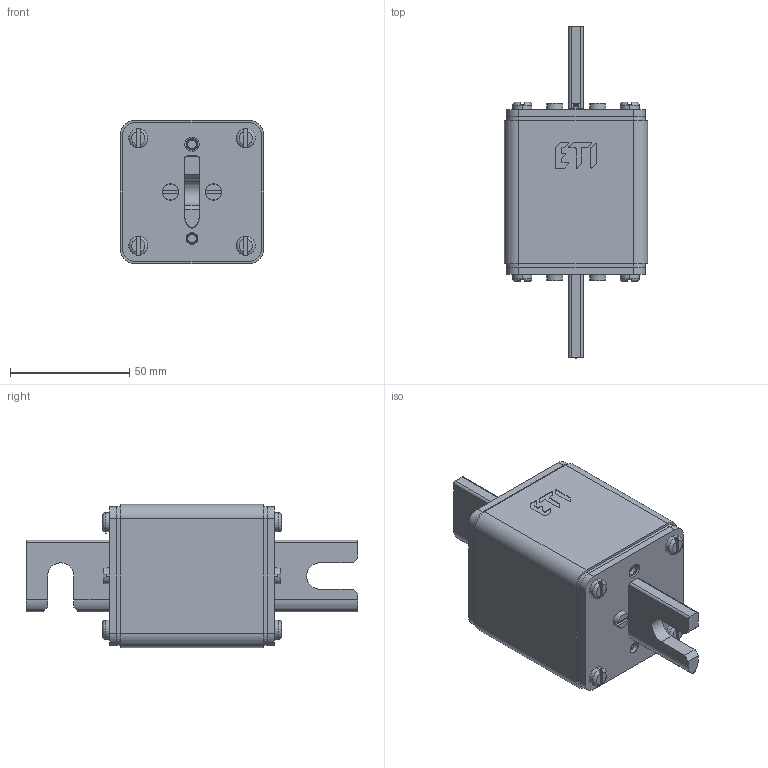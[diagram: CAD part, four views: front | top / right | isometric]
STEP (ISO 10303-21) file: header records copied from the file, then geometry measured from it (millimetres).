
FILE_DESCRIPTION((''),'2;1');
FILE_NAME('NH2S_1000V_ASM','2021-09-22T',('said.beganovic'),('Audax d.o.o.'),'CREO PARAMETRIC BY PTC INC, 2017020','CREO PARAMETRIC BY PTC INC, 2017020','');
FILE_SCHEMA(('AUTOMOTIVE_DESIGN { 1 0 10303 214 1 1 1 1 }'));
Length unit declared in the file: millimetre
Products named in the file (15): 0000031923; 0000030743; 0000017639_AF1; 0000018139_AF1; 0000017641_ASM; 0000064246; 0000017639_AF3; 0000043840_AF1; 0000043842_ASM; 0000011586_AF2; 0000011580; 0000011599; 0000015360; 0000037876; NH2S_1000V_ASM
Assembly tree (28 placements, depth 3):
  NH2S_1000V_ASM
    0000031923
    0000030743  x2
    0000017641_ASM
      0000017639_AF1
      0000018139_AF1
    0000064246  x2
    0000043842_ASM
      0000017639_AF3
      0000043840_AF1
    0000011586_AF2
    0000011580
    0000011599  x3
    0000015360  x8
    0000037876  x4
Bounding box: 60 x 139 x 60 mm (x, y, z)
Volume: 261850.4 mm3; surface area: 66033.2 mm2
Topology: 26 solids, 42 shells, 726 faces, 1740 edges, 1092 vertices
Faces by surface type: cylinder 300, plane 279, cone 72, torus 72, bspline 3
Entity records: 22888 total; most frequent: CARTESIAN_POINT 2637, DIRECTION 2384, ORIENTED_EDGE 2008, PRESENTATION_STYLE_ASSIGNMENT 1469, STYLED_ITEM 1418, CURVE_STYLE 1030, EDGE_CURVE 1030, AXIS2_PLACEMENT_3D 908
